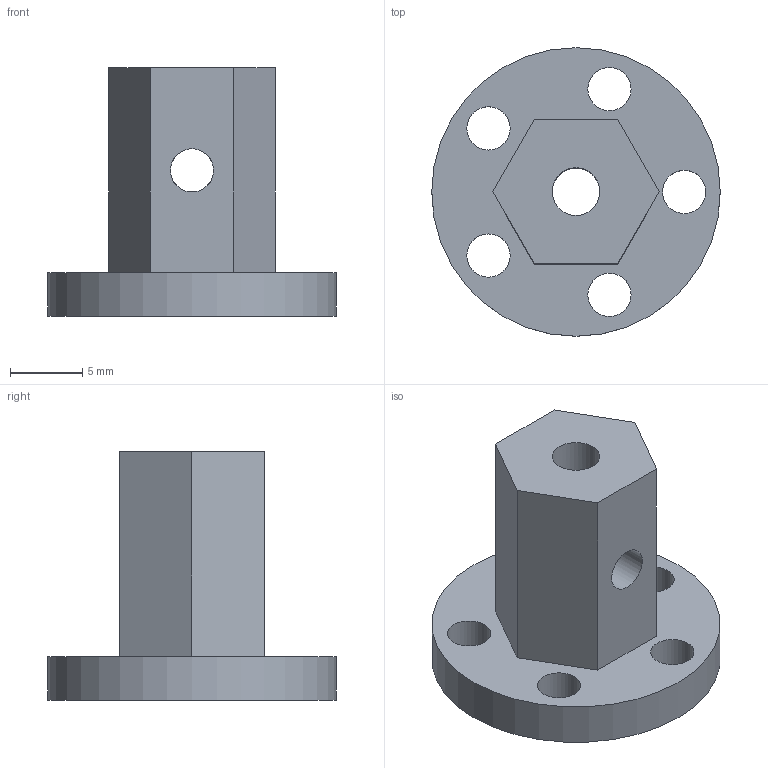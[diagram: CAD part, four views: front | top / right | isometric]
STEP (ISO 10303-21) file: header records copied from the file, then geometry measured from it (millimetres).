
FILE_DESCRIPTION(/* description */ (''),/* implementation_level */ '2;1');
FILE_NAME(/* name */ 'WheelHubs.step',/* time_stamp */ '2022-08-20T14:59:11-04:00',/* author */ (''),/* organization */ (''),/* preprocessor_version */ 'ST-DEVELOPER v19',/* originating_system */ 'Autodesk Translation Framework v11.7.0.108',/* authorisation */ '');
FILE_SCHEMA (('AUTOMOTIVE_DESIGN { 1 0 10303 214 3 1 1 }'));
Length unit declared in the file: millimetre
Products named in the file (1): WheelHubs
Bounding box: 20 x 20 x 17.2 mm (x, y, z)
Volume: 1869 mm3; surface area: 1789.1 mm2
Topology: 2 solids, 2 shells, 25 faces, 63 edges, 42 vertices
Faces by surface type: plane 16, cylinder 9
Full cylindrical faces by diameter (mm): 3 x7, 3.3 x1, 20 x1
Entity records: 915 total; most frequent: CARTESIAN_POINT 229, DIRECTION 129, ORIENTED_EDGE 126, EDGE_CURVE 63, LINE 45, VECTOR 45, EDGE_LOOP 43, VERTEX_POINT 42
